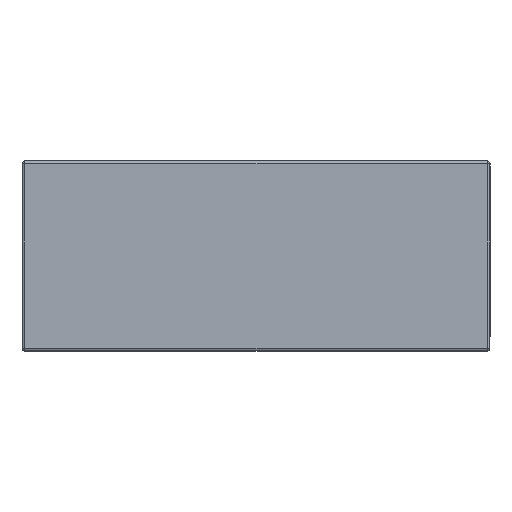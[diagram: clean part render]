
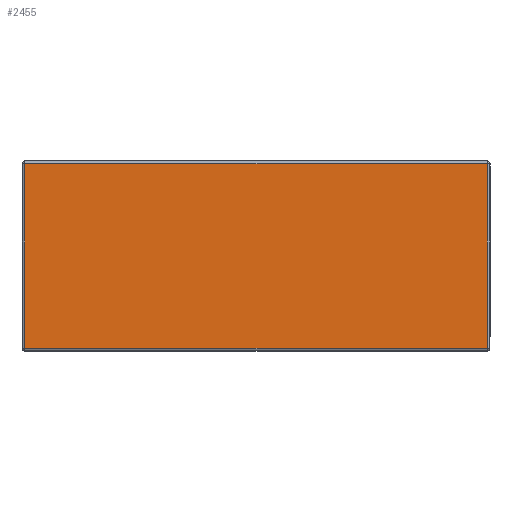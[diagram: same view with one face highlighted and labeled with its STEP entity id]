
A CAD part, left-side view. The second image highlights one B-rep face of the part: STEP entity #2455.
In plain terms, the highlighted planar face has unit normal (-1, 0, 0).
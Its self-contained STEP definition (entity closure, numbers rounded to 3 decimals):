
#217=FACE_OUTER_BOUND('',#365,.T.);
#365=EDGE_LOOP('',(#1751,#1752,#1753,#1754));
#588=LINE('',#3650,#824);
#589=LINE('',#3652,#825);
#590=LINE('',#3654,#826);
#592=LINE('',#3657,#828);
#824=VECTOR('',#3027,10.);
#825=VECTOR('',#3030,10.);
#826=VECTOR('',#3033,10.);
#828=VECTOR('',#3037,10.);
#1063=VERTEX_POINT('',#3634);
#1064=VERTEX_POINT('',#3638);
#1065=VERTEX_POINT('',#3642);
#1066=VERTEX_POINT('',#3646);
#1320=EDGE_CURVE('',#1066,#1064,#588,.T.);
#1321=EDGE_CURVE('',#1065,#1066,#589,.T.);
#1322=EDGE_CURVE('',#1063,#1065,#590,.T.);
#1324=EDGE_CURVE('',#1064,#1063,#592,.T.);
#1751=ORIENTED_EDGE('',*,*,#1320,.F.);
#1752=ORIENTED_EDGE('',*,*,#1321,.F.);
#1753=ORIENTED_EDGE('',*,*,#1322,.F.);
#1754=ORIENTED_EDGE('',*,*,#1324,.F.);
#2362=PLANE('',#2759);
#2455=ADVANCED_FACE('',(#217),#2362,.T.);
#2759=AXIS2_PLACEMENT_3D('',#3661,#3043,#3044);
#3027=DIRECTION('',(0.,0.,-1.));
#3030=DIRECTION('',(0.,-1.,0.));
#3033=DIRECTION('',(0.,0.,1.));
#3037=DIRECTION('',(0.,1.,0.));
#3043=DIRECTION('center_axis',(-1.,0.,0.));
#3044=DIRECTION('ref_axis',(0.,0.,
1.));
#3634=CARTESIAN_POINT('',(-1.6,0.79,0.01));
#3638=CARTESIAN_POINT('',(-1.6,-0.79,0.01));
#3642=CARTESIAN_POINT('',(-1.6,0.79,0.64));
#3646=CARTESIAN_POINT('',(-1.6,-0.79,0.64));
#3650=CARTESIAN_POINT('',(-1.6,-0.79,0.141));
#3652=CARTESIAN_POINT('',(-1.6,-0.8,0.64));
#3654=CARTESIAN_POINT('',(-1.6,0.79,0.141));
#3657=CARTESIAN_POINT('',(-1.6,-0.8,0.01));
#3661=CARTESIAN_POINT('Origin',(-1.6,-0.8,0.));
